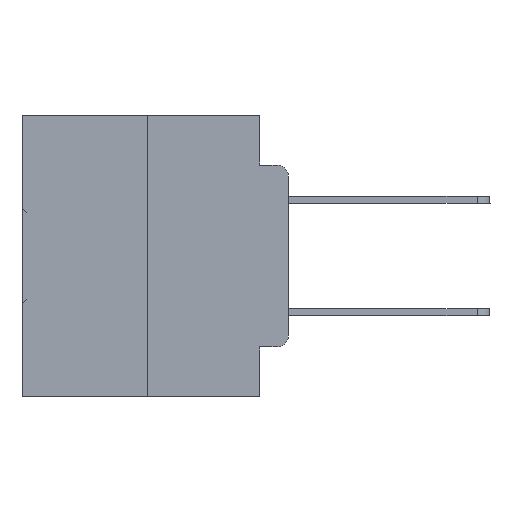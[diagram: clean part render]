
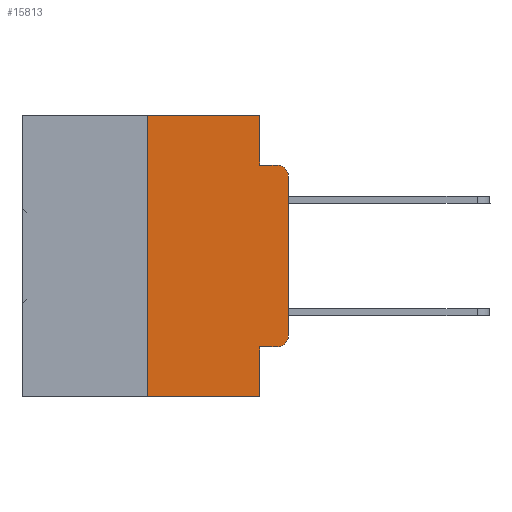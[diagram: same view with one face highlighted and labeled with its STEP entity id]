
A CAD part, left-side view. The second image highlights one B-rep face of the part: STEP entity #15813.
In plain terms, the highlighted planar face has unit normal (-1, 0, 0).
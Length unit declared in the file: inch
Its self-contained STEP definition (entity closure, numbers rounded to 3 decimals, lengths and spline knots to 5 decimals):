
#102 = LINE ( 'NONE', #2529, #12155 ) ;
#161 = AXIS2_PLACEMENT_3D ( 'NONE', #30377, #16071, #35997 ) ;
#234 = AXIS2_PLACEMENT_3D ( 'NONE', #26189, #9157, #11807 ) ;
#351 = VERTEX_POINT ( 'NONE', #15370 ) ;
#659 = EDGE_CURVE ( 'NONE', #32360, #26033, #30284, .T. ) ;
#1304 = LINE ( 'NONE', #10153, #29015 ) ;
#1421 = DIRECTION ( 'NONE',  ( 0., 0., -1. ) ) ;
#2400 = LINE ( 'NONE', #2525, #3300 ) ;
#2525 = CARTESIAN_POINT ( 'NONE',  ( 0., 0.473, -0.5 ) ) ;
#2529 = CARTESIAN_POINT ( 'NONE',  ( 0., 0.25, 0. ) ) ;
#2916 = CARTESIAN_POINT ( 'NONE',  ( 0., 0.02, -0.4115 ) ) ;
#3300 = VECTOR ( 'NONE', #22582, 39.37008 ) ;
#4162 = EDGE_LOOP ( 'NONE', ( #13298, #27306, #24091, #20411, #16876, #5268, #34529, #8273, #12589, #19174 ) ) ;
#4170 = LINE ( 'NONE', #11254, #23895 ) ;
#4427 = EDGE_CURVE ( 'NONE', #7957, #28794, #13762, .T. ) ;
#4833 = CARTESIAN_POINT ( 'NONE',  ( 0., 0.051, 0. ) ) ;
#5268 = ORIENTED_EDGE ( 'NONE', *, *, #28864, .F. ) ;
#6187 = PLANE ( 'NONE',  #234 ) ;
#6425 = CIRCLE ( 'NONE', #22653, 0.02 ) ;
#6568 = VERTEX_POINT ( 'NONE', #8846 ) ;
#7736 = LINE ( 'NONE', #4833, #32702 ) ;
#7957 = VERTEX_POINT ( 'NONE', #33389 ) ;
#8129 = EDGE_CURVE ( 'NONE', #18786, #32646, #7736, .T. ) ;
#8262 = DIRECTION ( 'NONE',  ( 0., -1., 0. ) ) ;
#8273 = ORIENTED_EDGE ( 'NONE', *, *, #659, .F. ) ;
#8846 = CARTESIAN_POINT ( 'NONE',  ( 0., 0.25, -0.5 ) ) ;
#9157 = DIRECTION ( 'NONE',  ( 1., 0., 0. ) ) ;
#9379 = FACE_OUTER_BOUND ( 'NONE', #4162, .T. ) ;
#10153 = CARTESIAN_POINT ( 'NONE',  ( 0., 0.051, -0.0885 ) ) ;
#11165 = EDGE_CURVE ( 'NONE', #351, #18786, #31861, .T. ) ;
#11254 = CARTESIAN_POINT ( 'NONE',  ( 0., 0.051, -0.4115 ) ) ;
#11807 = DIRECTION ( 'NONE',  ( 0., 0., -1. ) ) ;
#12155 = VECTOR ( 'NONE', #36244, 39.37008 ) ;
#12589 = ORIENTED_EDGE ( 'NONE', *, *, #20085, .T. ) ;
#13298 = ORIENTED_EDGE ( 'NONE', *, *, #4427, .T. ) ;
#13762 = LINE ( 'NONE', #32841, #22340 ) ;
#13941 = DIRECTION ( 'NONE',  ( 0., 0., -1. ) ) ;
#14720 = CARTESIAN_POINT ( 'NONE',  ( 0., 0.051, -0.4115 ) ) ;
#14996 = DIRECTION ( 'NONE',  ( 0., -1., 0. ) ) ;
#15370 = CARTESIAN_POINT ( 'NONE',  ( 0., 0.25, 0. ) ) ;
#15813 = ADVANCED_FACE ( 'NONE', ( #9379 ), #6187, .F. ) ;
#16071 = DIRECTION ( 'NONE',  ( -1., 0., 0. ) ) ;
#16604 = DIRECTION ( 'NONE',  ( 0., 0., -1. ) ) ;
#16876 = ORIENTED_EDGE ( 'NONE', *, *, #11165, .F. ) ;
#17235 = CARTESIAN_POINT ( 'NONE',  ( 0., 0.051, 0. ) ) ;
#17356 = CIRCLE ( 'NONE', #161, 0.02 ) ;
#17432 = CARTESIAN_POINT ( 'NONE',  ( 0., 0.051, -0.5 ) ) ;
#17608 = CARTESIAN_POINT ( 'NONE',  ( 0., 0.051, 0. ) ) ;
#18419 = DIRECTION ( 'NONE',  ( 0., 0., 1. ) ) ;
#18602 = DIRECTION ( 'NONE',  ( -1., 0., 0. ) ) ;
#18786 = VERTEX_POINT ( 'NONE', #17608 ) ;
#19174 = ORIENTED_EDGE ( 'NONE', *, *, #28837, .T. ) ;
#20085 = EDGE_CURVE ( 'NONE', #32360, #32738, #4170, .T. ) ;
#20411 = ORIENTED_EDGE ( 'NONE', *, *, #8129, .F. ) ;
#21482 = DIRECTION ( 'NONE',  ( 0., -1., 0. ) ) ;
#22340 = VECTOR ( 'NONE', #18419, 39.37008 ) ;
#22582 = DIRECTION ( 'NONE',  ( 0., -1., 0. ) ) ;
#22653 = AXIS2_PLACEMENT_3D ( 'NONE', #35632, #18602, #1421 ) ;
#22769 = VECTOR ( 'NONE', #13941, 39.37008 ) ;
#22780 = EDGE_CURVE ( 'NONE', #32646, #25216, #1304, .T. ) ;
#23018 = CARTESIAN_POINT ( 'NONE',  ( 0., 0.473, 0. ) ) ;
#23895 = VECTOR ( 'NONE', #8262, 39.37008 ) ;
#24091 = ORIENTED_EDGE ( 'NONE', *, *, #22780, .F. ) ;
#25216 = VERTEX_POINT ( 'NONE', #31476 ) ;
#26033 = VERTEX_POINT ( 'NONE', #17432 ) ;
#26189 = CARTESIAN_POINT ( 'NONE',  ( 0., 0.473, 0. ) ) ;
#27306 = ORIENTED_EDGE ( 'NONE', *, *, #32583, .T. ) ;
#27900 = CARTESIAN_POINT ( 'NONE',  ( 0., 0.051, -0.0885 ) ) ;
#28794 = VERTEX_POINT ( 'NONE', #35996 ) ;
#28837 = EDGE_CURVE ( 'NONE', #32738, #7957, #6425, .T. ) ;
#28864 = EDGE_CURVE ( 'NONE', #6568, #351, #102, .T. ) ;
#29015 = VECTOR ( 'NONE', #21482, 39.37008 ) ;
#30284 = LINE ( 'NONE', #17235, #22769 ) ;
#30377 = CARTESIAN_POINT ( 'NONE',  ( 0., 0.02, -0.1085 ) ) ;
#30925 = EDGE_CURVE ( 'NONE', #6568, #26033, #2400, .T. ) ;
#31476 = CARTESIAN_POINT ( 'NONE',  ( 0., 0.02, -0.0885 ) ) ;
#31861 = LINE ( 'NONE', #23018, #34956 ) ;
#32360 = VERTEX_POINT ( 'NONE', #14720 ) ;
#32583 = EDGE_CURVE ( 'NONE', #28794, #25216, #17356, .T. ) ;
#32646 = VERTEX_POINT ( 'NONE', #27900 ) ;
#32702 = VECTOR ( 'NONE', #16604, 39.37008 ) ;
#32738 = VERTEX_POINT ( 'NONE', #2916 ) ;
#32841 = CARTESIAN_POINT ( 'NONE',  ( 0., 0., 0. ) ) ;
#33389 = CARTESIAN_POINT ( 'NONE',  ( 0., 0., -0.3915 ) ) ;
#34529 = ORIENTED_EDGE ( 'NONE', *, *, #30925, .T. ) ;
#34956 = VECTOR ( 'NONE', #14996, 39.37008 ) ;
#35632 = CARTESIAN_POINT ( 'NONE',  ( 0., 0.02, -0.3915 ) ) ;
#35996 = CARTESIAN_POINT ( 'NONE',  ( 0., 0., -0.1085 ) ) ;
#35997 = DIRECTION ( 'NONE',  ( 0., 0., -1. ) ) ;
#36244 = DIRECTION ( 'NONE',  ( 0., 0., 1. ) ) ;
